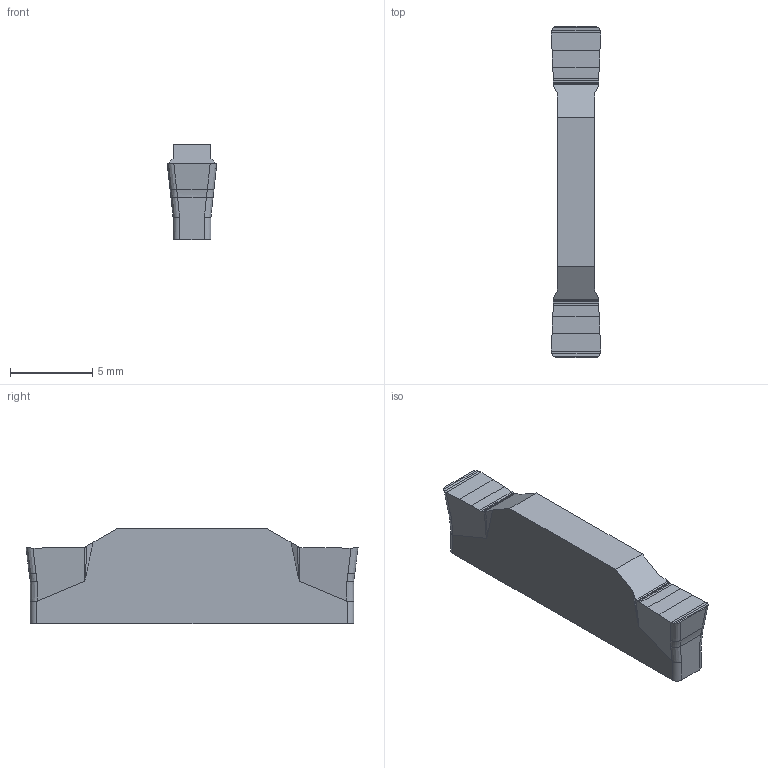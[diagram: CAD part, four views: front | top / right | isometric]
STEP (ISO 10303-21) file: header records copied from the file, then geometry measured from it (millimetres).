
FILE_DESCRIPTION(/* description */ (''),/* implementation_level */ '2;1');
FILE_NAME(/* name */ 'CUT_1.STP',/* time_stamp */ '2024-01-03T10:20:43+01:00',/* author */ (''),/* organization */ ('SMS'),/* preprocessor_version */ 'ST-DEVELOPER v16.7',/* originating_system */ 'SIEMENS PLM Software NX 12.0',/* authorisation */ '');
FILE_SCHEMA (('AUTOMOTIVE_DESIGN { 1 0 10303 214 3 1 1 1 }'));
Length unit declared in the file: millimetre
Products named in the file (1): CUT_1
Bounding box: 3 x 20.15 x 5.78 mm (x, y, z)
Volume: 244.3 mm3; surface area: 326.1 mm2
Topology: 1 solids, 1 shells, 62 faces, 173 edges, 115 vertices
Faces by surface type: plane 24, bspline 18, extrusion 16, cylinder 4
Entity records: 3718 total; most frequent: CARTESIAN_POINT 2329, ORIENTED_EDGE 344, EDGE_CURVE 172, DIRECTION 160, VERTEX_POINT 112, B_SPLINE_CURVE_WITH_KNOTS 107, VECTOR 90, LINE 74
